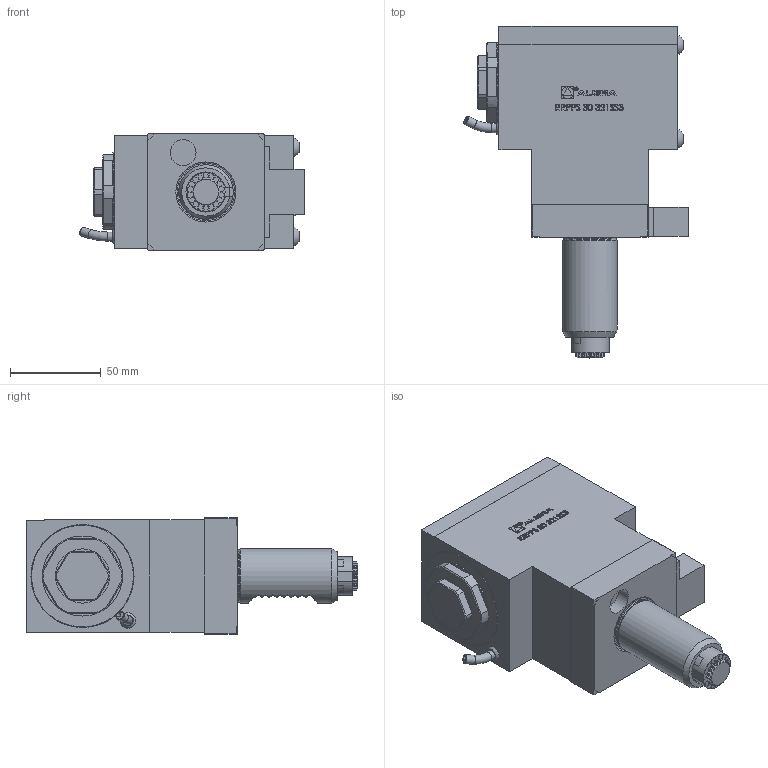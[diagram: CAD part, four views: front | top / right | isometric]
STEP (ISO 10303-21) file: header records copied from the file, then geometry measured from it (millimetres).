
FILE_DESCRIPTION (( 'STEP AP214' ), '1' );
FILE_NAME ('RRPPS30321SS3.STEP', '2026-01-28T07:09:49', ( '' ), ( '' ), 'SwSTEP 2.0', 'SolidWorks 2023', '' );
FILE_SCHEMA (( 'AUTOMOTIVE_DESIGN' ));
Length unit declared in the file: millimetre
Products named in the file (1): RRPPS30321SS3
Bounding box: 123.3 x 182.41 x 64 mm (x, y, z)
Volume: 665856 mm3; surface area: 60236.7 mm2
Topology: 1 solids, 1 shells, 911 faces, 2542 edges, 1644 vertices
Faces by surface type: plane 597, bspline 132, cylinder 102, cone 38, torus 38, sphere 4
Full cylindrical faces by diameter (mm): 1.7 x1, 2.1 x1, 5 x2, 6.366 x1, 10.5 x3, 13.2 x1, 14.2 x1, 26.4 x1, 29.1 x1, 30 x1, 44 x1
Entity records: 42173 total; most frequent: CARTESIAN_POINT 16757, ORIENTED_EDGE 5008, DIRECTION 3858, EDGE_CURVE 2504, VERTEX_POINT 1632, VECTOR 1458, LINE 1458, AXIS2_PLACEMENT_3D 1200
